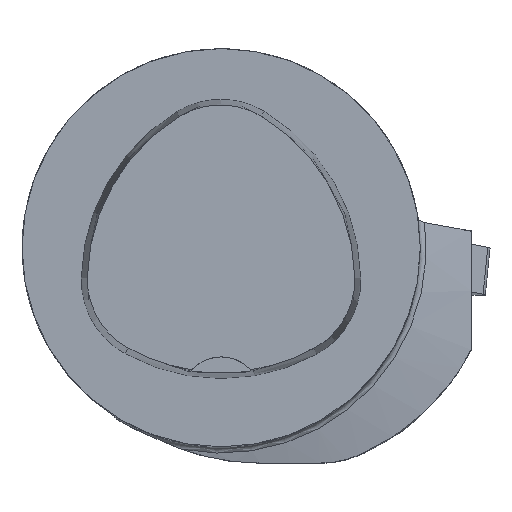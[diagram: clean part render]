
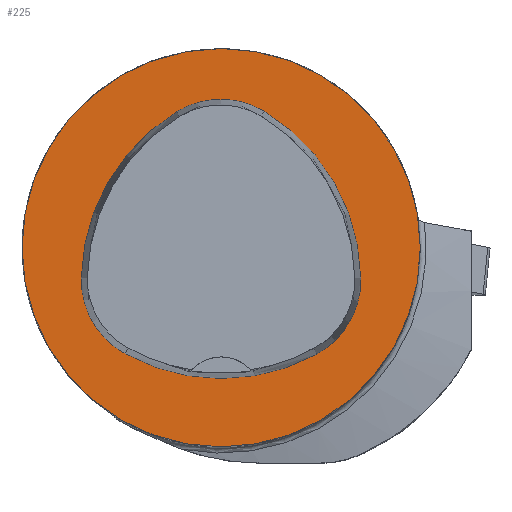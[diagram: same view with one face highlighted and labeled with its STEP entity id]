
A CAD part, top view. The second image highlights one B-rep face of the part: STEP entity #225.
In plain terms, the highlighted planar face has unit normal (0, 0, 1).
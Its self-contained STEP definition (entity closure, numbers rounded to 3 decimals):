
#225=ADVANCED_FACE('',(#441,#442),#268,.T.);
#268=PLANE('',#1246);
#441=FACE_BOUND('',#490,.T.);
#442=FACE_BOUND('',#491,.T.);
#490=EDGE_LOOP('',(#721,#722,#723,#724,#725,#726));
#491=EDGE_LOOP('',(#727));
#721=ORIENTED_EDGE('',*,*,#1024,.T.);
#722=ORIENTED_EDGE('',*,*,#1004,.T.);
#723=ORIENTED_EDGE('',*,*,#1008,.T.);
#724=ORIENTED_EDGE('',*,*,#1011,.T.);
#725=ORIENTED_EDGE('',*,*,#1014,.T.);
#726=ORIENTED_EDGE('',*,*,#1022,.T.);
#727=ORIENTED_EDGE('',*,*,#982,.F.);
#864=VERTEX_POINT('',#1897);
#883=VERTEX_POINT('',#1945);
#884=VERTEX_POINT('',#1946);
#887=VERTEX_POINT('',#1954);
#889=VERTEX_POINT('',#1960);
#891=VERTEX_POINT('',#1966);
#898=VERTEX_POINT('',#1987);
#982=EDGE_CURVE('',#864,#864,#1059,.T.);
#1004=EDGE_CURVE('',#883,#884,#1060,.T.);
#1008=EDGE_CURVE('',#884,#887,#1062,.T.);
#1011=EDGE_CURVE('',#887,#889,#1064,.T.);
#1014=EDGE_CURVE('',#889,#891,#1066,.T.);
#1022=EDGE_CURVE('',#891,#898,#1070,.T.);
#1024=EDGE_CURVE('',#898,#883,#1072,.T.);
#1059=CIRCLE('',#1209,20.);
#1060=CIRCLE('',#1224,20.);
#1062=CIRCLE('',#1227,8.5);
#1064=CIRCLE('',#1230,20.);
#1066=CIRCLE('',#1233,8.5);
#1070=CIRCLE('',#1238,20.);
#1072=CIRCLE('',#1241,8.5);
#1209=AXIS2_PLACEMENT_3D('',#1896,#1431,#1432);
#1224=AXIS2_PLACEMENT_3D('',#1944,#1471,#1472);
#1227=AXIS2_PLACEMENT_3D('',#1953,#1479,#1480);
#1230=AXIS2_PLACEMENT_3D('',#1959,#1486,#1487);
#1233=AXIS2_PLACEMENT_3D('',#1965,#1493,#1494);
#1238=AXIS2_PLACEMENT_3D('',#1988,#1505,#1506);
#1241=AXIS2_PLACEMENT_3D('',#1991,#1511,#1512);
#1246=AXIS2_PLACEMENT_3D('',#1996,#1521,#1522);
#1431=DIRECTION('',(0.,0.,-1.));
#1432=DIRECTION('',(-1.,0.,0.));
#1471=DIRECTION('',(0.,0.,-1.));
#1472=DIRECTION('',(-1.,0.,0.));
#1479=DIRECTION('',(0.,0.,-1.));
#1480=DIRECTION('',(-1.,0.,0.));
#1486=DIRECTION('',(0.,0.,-1.));
#1487=DIRECTION('',(-1.,0.,0.));
#1493=DIRECTION('',(0.,0.,-1.));
#1494=DIRECTION('',(-1.,0.,0.));
#1505=DIRECTION('',(0.,0.,-1.));
#1506=DIRECTION('',(-1.,0.,0.));
#1511=DIRECTION('',(0.,0.,-1.));
#1512=DIRECTION('',(-1.,0.,0.));
#1521=DIRECTION('',(0.,0.,1.));
#1522=DIRECTION('',(1.,0.,0.));
#1896=CARTESIAN_POINT('',(0.,0.,0.));
#1897=CARTESIAN_POINT('',(-20.,0.,0.));
#1944=CARTESIAN_POINT('',(5.955,-3.414,0.));
#1945=CARTESIAN_POINT('',(-14.041,-3.042,0.));
#1946=CARTESIAN_POINT('',(-4.472,13.653,0.));
#1953=CARTESIAN_POINT('',(-0.04,6.4,0.));
#1954=CARTESIAN_POINT('',(4.347,13.68,0.));
#1959=CARTESIAN_POINT('',(-5.976,-3.45,0.));
#1960=CARTESIAN_POINT('',(14.021,-3.075,0.));
#1965=CARTESIAN_POINT('',(5.522,-3.235,0.));
#1966=CARTESIAN_POINT('',(9.588,-10.699,0.));
#1987=CARTESIAN_POINT('',(-9.655,-10.639,0.));
#1988=CARTESIAN_POINT('',(0.022,6.864,0.));
#1991=CARTESIAN_POINT('',(-5.543,-3.2,0.));
#1996=CARTESIAN_POINT('',(0.,0.,0.));
